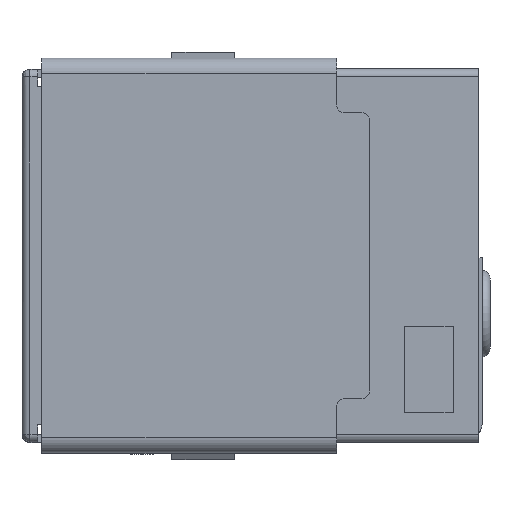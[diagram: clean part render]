
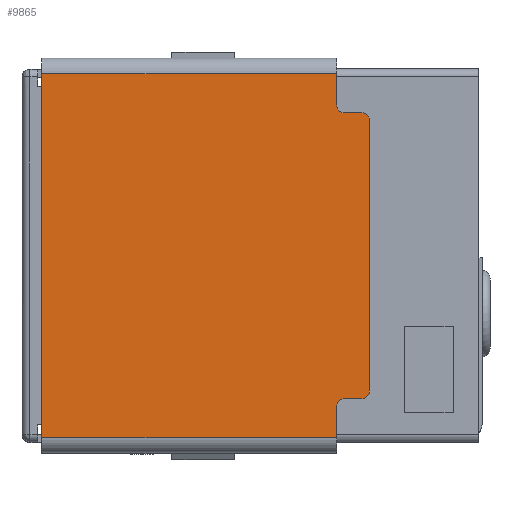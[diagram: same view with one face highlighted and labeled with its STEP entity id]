
A CAD part, top view. The second image highlights one B-rep face of the part: STEP entity #9865.
In plain terms, the highlighted planar face has unit normal (0, 0, 1).
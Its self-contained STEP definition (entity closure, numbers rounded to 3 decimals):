
#126 = PLANE ( 'NONE',  #16249 ) ;
#431 = AXIS2_PLACEMENT_3D ( 'NONE', #7000, #4291, #2845 ) ;
#956 = DIRECTION ( 'NONE',  ( 1., 0., 0. ) ) ;
#1277 = CARTESIAN_POINT ( 'NONE',  ( 2.2, -5.025, 7.2 ) ) ;
#1385 = LINE ( 'NONE', #2315, #7293 ) ;
#1567 = CIRCLE ( 'NONE', #431, 0.2 ) ;
#1648 = VERTEX_POINT ( 'NONE', #7710 ) ;
#1858 = EDGE_CURVE ( 'NONE', #7693, #5114, #4642, .T. ) ;
#1896 = EDGE_CURVE ( 'NONE', #1648, #3238, #8607, .T. ) ;
#1950 = CARTESIAN_POINT ( 'NONE',  ( -5.3, 4.625, 7.2 ) ) ;
#2039 = VERTEX_POINT ( 'NONE', #5068 ) ;
#2269 = VECTOR ( 'NONE', #16116, 1000. ) ;
#2315 = CARTESIAN_POINT ( 'NONE',  ( 2.4, -3.633, 7.2 ) ) ;
#2349 = CARTESIAN_POINT ( 'NONE',  ( 2.2, -4.625, 7.2 ) ) ;
#2393 = DIRECTION ( 'NONE',  ( 0., 0., -1. ) ) ;
#2845 = DIRECTION ( 'NONE',  ( 0., -1., 0. ) ) ;
#2923 = DIRECTION ( 'NONE',  ( 0., 0., 1. ) ) ;
#3238 = VERTEX_POINT ( 'NONE', #12448 ) ;
#3448 = VECTOR ( 'NONE', #15892, 1000. ) ;
#4180 = FACE_OUTER_BOUND ( 'NONE', #16436, .T. ) ;
#4291 = DIRECTION ( 'NONE',  ( 0., 0., 1. ) ) ;
#4355 = LINE ( 'NONE', #15317, #5737 ) ;
#4394 = EDGE_CURVE ( 'NONE', #5114, #2039, #7378, .T. ) ;
#4401 = ORIENTED_EDGE ( 'NONE', *, *, #1858, .T. ) ;
#4517 = AXIS2_PLACEMENT_3D ( 'NONE', #12325, #13931, #8170 ) ;
#4558 = ORIENTED_EDGE ( 'NONE', *, *, #1896, .F. ) ;
#4642 = LINE ( 'NONE', #5823, #16528 ) ;
#5068 = CARTESIAN_POINT ( 'NONE',  ( 2.837, 3.633, 7.2 ) ) ;
#5114 = VERTEX_POINT ( 'NONE', #9526 ) ;
#5606 = CARTESIAN_POINT ( 'NONE',  ( 2.2, -4.625, 7.2 ) ) ;
#5651 = ORIENTED_EDGE ( 'NONE', *, *, #15035, .T. ) ;
#5734 = VERTEX_POINT ( 'NONE', #16743 ) ;
#5737 = VECTOR ( 'NONE', #7644, 1000. ) ;
#5823 = CARTESIAN_POINT ( 'NONE',  ( 3.037, -3.433, 7.2 ) ) ;
#5913 = ORIENTED_EDGE ( 'NONE', *, *, #8382, .T. ) ;
#5994 = EDGE_CURVE ( 'NONE', #7500, #15162, #14691, .T. ) ;
#6009 = CARTESIAN_POINT ( 'NONE',  ( -5.3, 4.625, 7.2 ) ) ;
#6092 = DIRECTION ( 'NONE',  ( 0., 1., 0. ) ) ;
#6783 = ORIENTED_EDGE ( 'NONE', *, *, #7307, .T. ) ;
#7000 = CARTESIAN_POINT ( 'NONE',  ( 2.837, -3.433, 7.2 ) ) ;
#7041 = EDGE_CURVE ( 'NONE', #5734, #17291, #12631, .T. ) ;
#7249 = DIRECTION ( 'NONE',  ( 0., 1., 0. ) ) ;
#7293 = VECTOR ( 'NONE', #956, 1000. ) ;
#7307 = EDGE_CURVE ( 'NONE', #1648, #15162, #10148, .T. ) ;
#7378 = CIRCLE ( 'NONE', #4517, 0.2 ) ;
#7500 = VERTEX_POINT ( 'NONE', #5606 ) ;
#7644 = DIRECTION ( 'NONE',  ( 0., 1., 0. ) ) ;
#7693 = VERTEX_POINT ( 'NONE', #11957 ) ;
#7696 = CIRCLE ( 'NONE', #17725, 0.2 ) ;
#7710 = CARTESIAN_POINT ( 'NONE',  ( -5.3, 4.625, 7.2 ) ) ;
#7770 = ORIENTED_EDGE ( 'NONE', *, *, #4394, .T. ) ;
#8033 = CARTESIAN_POINT ( 'NONE',  ( 2.2, 3.833, 7.2 ) ) ;
#8170 = DIRECTION ( 'NONE',  ( 1., 0., 0. ) ) ;
#8214 = VECTOR ( 'NONE', #14006, 1000. ) ;
#8382 = EDGE_CURVE ( 'NONE', #7500, #10552, #4355, .T. ) ;
#8607 = LINE ( 'NONE', #6009, #8214 ) ;
#8915 = EDGE_CURVE ( 'NONE', #17291, #3238, #13087, .T. ) ;
#9091 = CARTESIAN_POINT ( 'NONE',  ( 2.4, -3.633, 7.2 ) ) ;
#9497 = ORIENTED_EDGE ( 'NONE', *, *, #8915, .T. ) ;
#9526 = CARTESIAN_POINT ( 'NONE',  ( 3.037, 3.433, 7.2 ) ) ;
#9865 = ADVANCED_FACE ( 'NONE', ( #4180 ), #126, .T. ) ;
#9882 = EDGE_CURVE ( 'NONE', #2039, #5734, #14170, .T. ) ;
#10148 = LINE ( 'NONE', #1950, #3448 ) ;
#10552 = VERTEX_POINT ( 'NONE', #10936 ) ;
#10684 = CARTESIAN_POINT ( 'NONE',  ( 2.4, -3.833, 7.2 ) ) ;
#10814 = ORIENTED_EDGE ( 'NONE', *, *, #7041, .T. ) ;
#10854 = ORIENTED_EDGE ( 'NONE', *, *, #5994, .F. ) ;
#10936 = CARTESIAN_POINT ( 'NONE',  ( 2.2, -3.833, 7.2 ) ) ;
#11283 = CARTESIAN_POINT ( 'NONE',  ( 2.837, 3.633, 7.2 ) ) ;
#11370 = VECTOR ( 'NONE', #15410, 1000. ) ;
#11455 = ORIENTED_EDGE ( 'NONE', *, *, #13764, .T. ) ;
#11891 = DIRECTION ( 'NONE',  ( 0., 0., -1. ) ) ;
#11957 = CARTESIAN_POINT ( 'NONE',  ( 3.037, -3.433, 7.2 ) ) ;
#12325 = CARTESIAN_POINT ( 'NONE',  ( 2.837, 3.433, 7.2 ) ) ;
#12448 = CARTESIAN_POINT ( 'NONE',  ( 2.2, 4.625, 7.2 ) ) ;
#12631 = CIRCLE ( 'NONE', #16066, 0.2 ) ;
#12638 = VERTEX_POINT ( 'NONE', #17154 ) ;
#12826 = CARTESIAN_POINT ( 'NONE',  ( 2.2, 3.833, 7.2 ) ) ;
#12974 = CARTESIAN_POINT ( 'NONE',  ( -5.3, -4.625, 7.2 ) ) ;
#13087 = LINE ( 'NONE', #12826, #14092 ) ;
#13235 = CARTESIAN_POINT ( 'NONE',  ( 2.4, 3.833, 7.2 ) ) ;
#13378 = DIRECTION ( 'NONE',  ( -1., 0., 0. ) ) ;
#13399 = VERTEX_POINT ( 'NONE', #9091 ) ;
#13745 = ORIENTED_EDGE ( 'NONE', *, *, #9882, .T. ) ;
#13764 = EDGE_CURVE ( 'NONE', #13399, #12638, #1385, .T. ) ;
#13931 = DIRECTION ( 'NONE',  ( 0., 0., 1. ) ) ;
#14006 = DIRECTION ( 'NONE',  ( 1., 0., 0. ) ) ;
#14092 = VECTOR ( 'NONE', #6092, 1000. ) ;
#14170 = LINE ( 'NONE', #11283, #11370 ) ;
#14691 = LINE ( 'NONE', #2349, #2269 ) ;
#15035 = EDGE_CURVE ( 'NONE', #12638, #7693, #1567, .T. ) ;
#15162 = VERTEX_POINT ( 'NONE', #12974 ) ;
#15317 = CARTESIAN_POINT ( 'NONE',  ( 2.2, -4.625, 7.2 ) ) ;
#15410 = DIRECTION ( 'NONE',  ( -1., 0., 0. ) ) ;
#15892 = DIRECTION ( 'NONE',  ( 0., -1., 0. ) ) ;
#16066 = AXIS2_PLACEMENT_3D ( 'NONE', #13235, #11891, #17346 ) ;
#16116 = DIRECTION ( 'NONE',  ( -1., 0., 0. ) ) ;
#16249 = AXIS2_PLACEMENT_3D ( 'NONE', #1277, #2923, #17742 ) ;
#16436 = EDGE_LOOP ( 'NONE', ( #13745, #10814, #9497, #4558, #6783, #10854, #5913, #17537, #11455, #5651, #4401, #7770 ) ) ;
#16528 = VECTOR ( 'NONE', #7249, 1000. ) ;
#16660 = EDGE_CURVE ( 'NONE', #10552, #13399, #7696, .T. ) ;
#16743 = CARTESIAN_POINT ( 'NONE',  ( 2.4, 3.633, 7.2 ) ) ;
#17154 = CARTESIAN_POINT ( 'NONE',  ( 2.837, -3.633, 7.2 ) ) ;
#17291 = VERTEX_POINT ( 'NONE', #8033 ) ;
#17346 = DIRECTION ( 'NONE',  ( 0., -1., 0. ) ) ;
#17537 = ORIENTED_EDGE ( 'NONE', *, *, #16660, .T. ) ;
#17725 = AXIS2_PLACEMENT_3D ( 'NONE', #10684, #2393, #13378 ) ;
#17742 = DIRECTION ( 'NONE',  ( -1., 0., 0. ) ) ;
